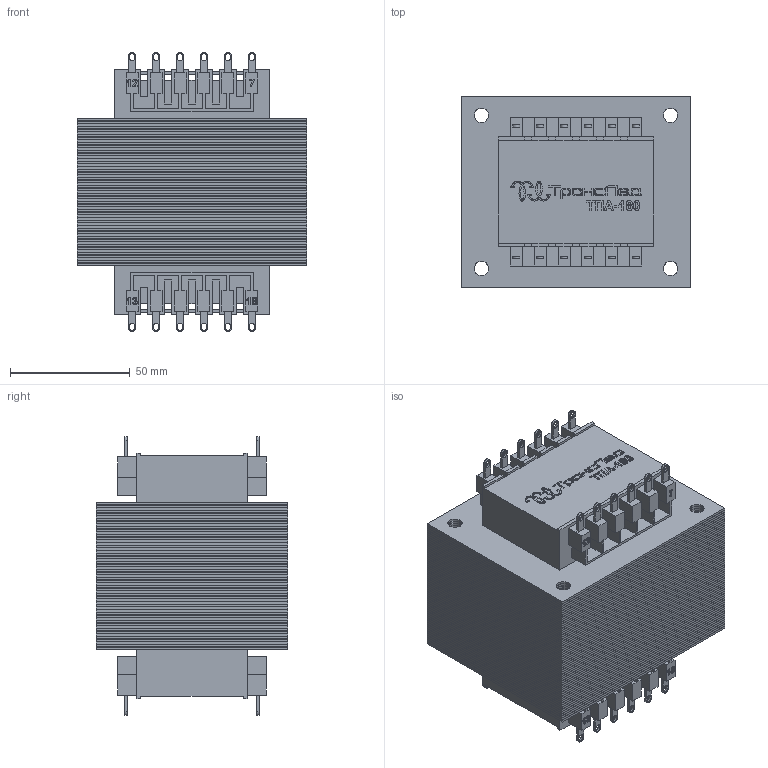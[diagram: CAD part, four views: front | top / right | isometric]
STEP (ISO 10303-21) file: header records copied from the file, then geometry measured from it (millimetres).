
FILE_DESCRIPTION(/* description */ (''),/* implementation_level */ '2;1');
FILE_NAME(/* name */ 'TPA-180.step',/* time_stamp */ '2022-10-30T20:06:32+03:00',/* author */ (''),/* organization */ (''),/* preprocessor_version */ 'ST-DEVELOPER v19.2',/* originating_system */ 'Autodesk Translation Framework v11.17.0.187',/* authorisation */ '');
FILE_SCHEMA (('AUTOMOTIVE_DESIGN { 1 0 10303 214 3 1 1 }'));
Products named in the file (1): TPA-180
Bounding box: 96 x 80 x 116.5 mm (x, y, z)
Volume: 543561.8 mm3; surface area: 757797.3 mm2
Topology: 112 solids, 112 shells, 1974 faces, 5272 edges, 3488 vertices
Faces by surface type: plane 1302, bspline 374, cylinder 298
Full cylindrical faces by diameter (mm): 6 x220
Entity records: 64474 total; most frequent: CARTESIAN_POINT 16405, ORIENTED_EDGE 10544, DIRECTION 8342, EDGE_CURVE 5272, LINE 3928, VECTOR 3928, VERTEX_POINT 3488, EDGE_LOOP 2566
